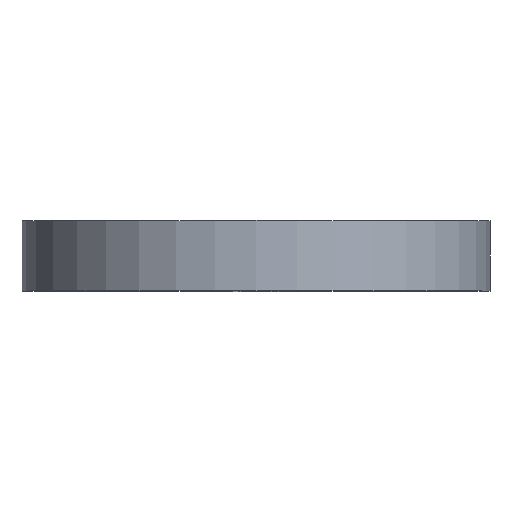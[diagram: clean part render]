
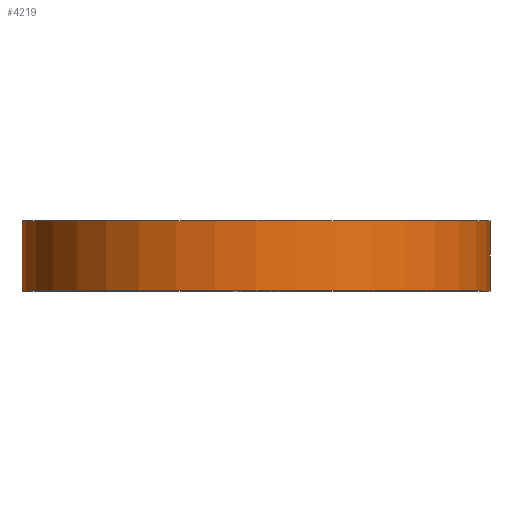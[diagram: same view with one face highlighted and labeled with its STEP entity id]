
A CAD part, top view. The second image highlights one B-rep face of the part: STEP entity #4219.
In plain terms, the highlighted cylindrical face has radius 20 mm (diameter 40 mm), a full revolution.
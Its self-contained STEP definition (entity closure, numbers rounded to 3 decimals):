
#341=FACE_OUTER_BOUND('',#592,.T.);
#592=EDGE_LOOP('',(#3677,#3678,#3679,#3680));
#679=CIRCLE('',#4450,20.);
#680=CIRCLE('',#4497,20.);
#1228=LINE('',#18516,#1413);
#1413=VECTOR('',#5188,20.);
#1819=VERTEX_POINT('',#11815);
#1847=VERTEX_POINT('',#18515);
#2389=EDGE_CURVE('',#1819,#1819,#679,.T.);
#2476=EDGE_CURVE('',#1819,#1847,#1228,.T.);
#2477=EDGE_CURVE('',#1847,#1847,#680,.T.);
#3677=ORIENTED_EDGE('',*,*,#2389,.F.);
#3678=ORIENTED_EDGE('',*,*,#2476,.T.);
#3679=ORIENTED_EDGE('',*,*,#2477,.T.);
#3680=ORIENTED_EDGE('',*,*,#2476,.F.);
#4001=CYLINDRICAL_SURFACE('',#4496,20.);
#4219=ADVANCED_FACE('',(#341),#4001,.T.);
#4450=AXIS2_PLACEMENT_3D('',#11816,#5091,#5092);
#4496=AXIS2_PLACEMENT_3D('',#18514,#5186,#5187);
#4497=AXIS2_PLACEMENT_3D('',#18517,#5189,#5190);
#5091=DIRECTION('center_axis',(0.,1.,0.));
#5092=DIRECTION('ref_axis',(1.,0.,0.));
#5186=DIRECTION('center_axis',(0.,1.,0.));
#5187=DIRECTION('ref_axis',(1.,0.,0.));
#5188=DIRECTION('',(0.,-1.,0.));
#5189=DIRECTION('center_axis',(0.,1.,0.));
#5190=DIRECTION('ref_axis',(1.,0.,0.));
#11815=CARTESIAN_POINT('',(-20.,6.3,0.));
#11816=CARTESIAN_POINT('Origin',(0.,6.3,0.));
#18514=CARTESIAN_POINT('Origin',(0.,0.3,0.));
#18515=CARTESIAN_POINT('',(-20.,0.3,0.));
#18516=CARTESIAN_POINT('',(-20.,0.3,0.));
#18517=CARTESIAN_POINT('Origin',(0.,0.3,0.));
